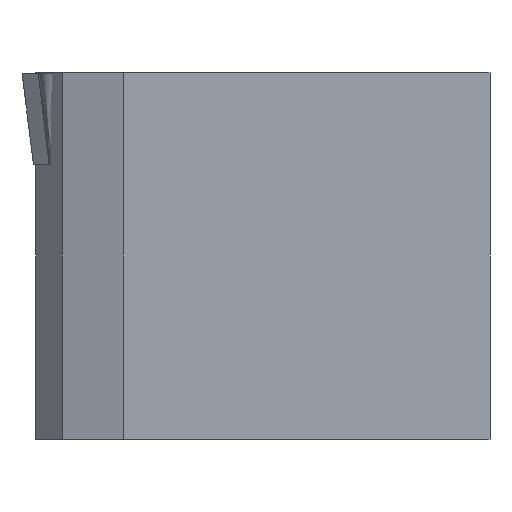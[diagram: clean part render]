
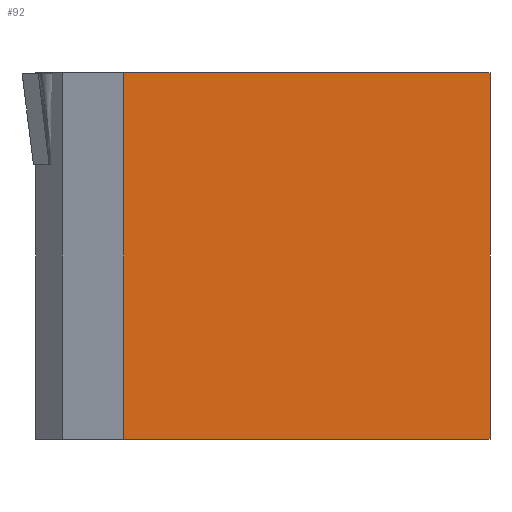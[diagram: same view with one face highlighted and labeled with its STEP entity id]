
A CAD part, front view. The second image highlights one B-rep face of the part: STEP entity #92.
In plain terms, the highlighted planar face has unit normal (0, -1, 0).
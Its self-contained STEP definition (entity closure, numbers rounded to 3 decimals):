
#92=ADVANCED_FACE('',(#130),#115,.T.);
#115=PLANE('',#429);
#130=FACE_OUTER_BOUND('',#148,.T.);
#148=EDGE_LOOP('',(#176,#177,#178,#179));
#176=ORIENTED_EDGE('',*,*,#316,.F.);
#177=ORIENTED_EDGE('',*,*,#317,.F.);
#178=ORIENTED_EDGE('',*,*,#318,.T.);
#179=ORIENTED_EDGE('',*,*,#319,.T.);
#280=VERTEX_POINT('',#538);
#281=VERTEX_POINT('',#539);
#282=VERTEX_POINT('',#541);
#283=VERTEX_POINT('',#543);
#316=EDGE_CURVE('',#280,#281,#368,.T.);
#317=EDGE_CURVE('',#282,#280,#369,.T.);
#318=EDGE_CURVE('',#282,#283,#370,.T.);
#319=EDGE_CURVE('',#283,#281,#371,.T.);
#368=LINE('',#537,#398);
#369=LINE('',#540,#399);
#370=LINE('',#542,#400);
#371=LINE('',#544,#401);
#398=VECTOR('',#456,1.);
#399=VECTOR('',#457,1.);
#400=VECTOR('',#458,1.);
#401=VECTOR('',#459,1.);
#429=AXIS2_PLACEMENT_3D('',#545,#460,#461);
#456=DIRECTION('',(1.,0.,0.));
#457=DIRECTION('',(0.,0.,1.));
#458=DIRECTION('',(1.,0.,0.));
#459=DIRECTION('',(0.,0.,1.));
#460=DIRECTION('',(0.,-1.,0.));
#461=DIRECTION('',(0.,0.,-1.));
#537=CARTESIAN_POINT('',(4.536,-101.389,0.03));
#538=CARTESIAN_POINT('',(4.536,-101.389,0.03));
#539=CARTESIAN_POINT('',(20.536,-101.389,0.03));
#540=CARTESIAN_POINT('',(4.536,-101.389,-15.97));
#541=CARTESIAN_POINT('',(4.536,-101.389,-15.97));
#542=CARTESIAN_POINT('',(4.536,-101.389,-15.97));
#543=CARTESIAN_POINT('',(20.536,-101.389,-15.97));
#544=CARTESIAN_POINT('',(20.536,-101.389,-15.97));
#545=CARTESIAN_POINT('',(4.536,-101.389,-15.97));
